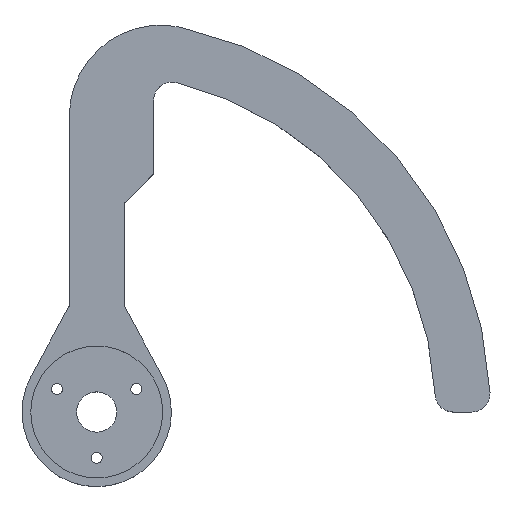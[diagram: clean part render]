
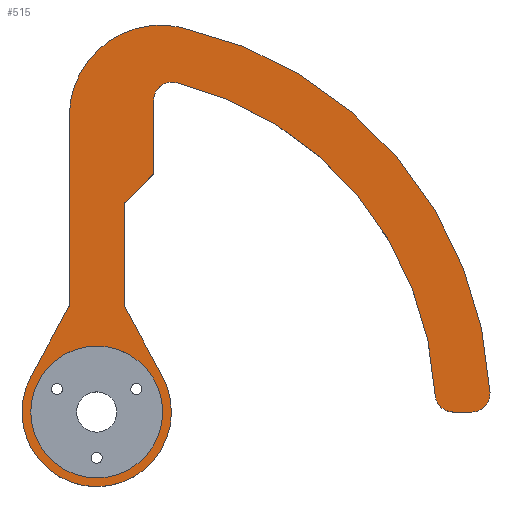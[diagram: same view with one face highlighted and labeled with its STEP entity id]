
A CAD part, top view. The second image highlights one B-rep face of the part: STEP entity #515.
In plain terms, the highlighted planar face has unit normal (0, 0, 1).
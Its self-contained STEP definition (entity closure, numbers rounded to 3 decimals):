
#23=FACE_BOUND('',#94,.T.);
#33=PLANE('',#591);
#59=FACE_OUTER_BOUND('',#93,.T.);
#93=EDGE_LOOP('',(#455,#456,#457,#458,#459,#460,#461,#462,#463,#464,#465,
#466,#467,#468,#469,#470,#471,#472));
#94=EDGE_LOOP('',(#473));
#104=LINE('',#809,#141);
#113=LINE('',#849,#150);
#117=LINE('',#859,#154);
#120=LINE('',#867,#157);
#123=LINE('',#875,#160);
#127=LINE('',#885,#164);
#130=LINE('',#898,#167);
#141=VECTOR('',#651,10.);
#150=VECTOR('',#688,10.);
#154=VECTOR('',#698,10.);
#157=VECTOR('',#707,10.);
#160=VECTOR('',#716,10.);
#164=VECTOR('',#726,10.);
#167=VECTOR('',#743,10.);
#178=CIRCLE('',#543,18.);
#183=CIRCLE('',#551,25.);
#195=CIRCLE('',#566,1.);
#196=CIRCLE('',#569,1.);
#197=CIRCLE('',#572,1.);
#198=CIRCLE('',#575,1.);
#199=CIRCLE('',#578,5.);
#200=CIRCLE('',#581,5.);
#201=CIRCLE('',#583,5.);
#202=CIRCLE('',#585,92.5);
#203=CIRCLE('',#588,20.4);
#204=CIRCLE('',#590,107.5);
#214=VERTEX_POINT('',#781);
#219=VERTEX_POINT('',#796);
#220=VERTEX_POINT('',#797);
#224=VERTEX_POINT('',#807);
#240=VERTEX_POINT('',#843);
#241=VERTEX_POINT('',#847);
#242=VERTEX_POINT('',#851);
#243=VERTEX_POINT('',#853);
#244=VERTEX_POINT('',#857);
#245=VERTEX_POINT('',#861);
#246=VERTEX_POINT('',#865);
#247=VERTEX_POINT('',#869);
#248=VERTEX_POINT('',#873);
#249=VERTEX_POINT('',#877);
#250=VERTEX_POINT('',#878);
#251=VERTEX_POINT('',#883);
#252=VERTEX_POINT('',#887);
#253=VERTEX_POINT('',#891);
#254=VERTEX_POINT('',#897);
#267=EDGE_CURVE('',#214,#214,#178,.T.);
#274=EDGE_CURVE('',#219,#220,#183,.T.);
#280=EDGE_CURVE('',#219,#224,#104,.T.);
#298=EDGE_CURVE('',#240,#224,#195,.T.);
#300=EDGE_CURVE('',#240,#241,#113,.T.);
#302=EDGE_CURVE('',#242,#243,#196,.T.);
#305=EDGE_CURVE('',#242,#244,#117,.T.);
#307=EDGE_CURVE('',#245,#244,#197,.T.);
#309=EDGE_CURVE('',#245,#246,#120,.T.);
#310=EDGE_CURVE('',#247,#246,#198,.T.);
#313=EDGE_CURVE('',#247,#248,#123,.T.);
#314=EDGE_CURVE('',#249,#250,#199,.T.);
#318=EDGE_CURVE('',#249,#251,#127,.T.);
#319=EDGE_CURVE('',#252,#251,#200,.T.);
#322=EDGE_CURVE('',#253,#248,#201,.T.);
#323=EDGE_CURVE('',#253,#250,#202,.T.);
#324=EDGE_CURVE('',#254,#243,#130,.T.);
#326=EDGE_CURVE('',#241,#254,#203,.T.);
#327=EDGE_CURVE('',#252,#220,#204,.T.);
#455=ORIENTED_EDGE('',*,*,#274,.F.);
#456=ORIENTED_EDGE('',*,*,#280,.T.);
#457=ORIENTED_EDGE('',*,*,#298,.F.);
#458=ORIENTED_EDGE('',*,*,#300,.T.);
#459=ORIENTED_EDGE('',*,*,#326,.T.);
#460=ORIENTED_EDGE('',*,*,#324,.T.);
#461=ORIENTED_EDGE('',*,*,#302,.F.);
#462=ORIENTED_EDGE('',*,*,#305,.T.);
#463=ORIENTED_EDGE('',*,*,#307,.F.);
#464=ORIENTED_EDGE('',*,*,#309,.T.);
#465=ORIENTED_EDGE('',*,*,#310,.F.);
#466=ORIENTED_EDGE('',*,*,#313,.T.);
#467=ORIENTED_EDGE('',*,*,#322,.F.);
#468=ORIENTED_EDGE('',*,*,#323,.T.);
#469=ORIENTED_EDGE('',*,*,#314,.F.);
#470=ORIENTED_EDGE('',*,*,#318,.T.);
#471=ORIENTED_EDGE('',*,*,#319,.F.);
#472=ORIENTED_EDGE('',*,*,#327,.T.);
#473=ORIENTED_EDGE('',*,*,#267,.T.);
#515=ADVANCED_FACE('',(#59,#23),#33,.T.);
#543=AXIS2_PLACEMENT_3D('',#782,#623,#624);
#551=AXIS2_PLACEMENT_3D('',#798,#641,#642);
#566=AXIS2_PLACEMENT_3D('',#845,#683,#684);
#569=AXIS2_PLACEMENT_3D('',#854,#692,#693);
#572=AXIS2_PLACEMENT_3D('',#863,#702,#703);
#575=AXIS2_PLACEMENT_3D('',#870,#710,#711);
#578=AXIS2_PLACEMENT_3D('',#879,#719,#720);
#581=AXIS2_PLACEMENT_3D('',#888,#729,#730);
#583=AXIS2_PLACEMENT_3D('',#893,#735,#736);
#585=AXIS2_PLACEMENT_3D('',#895,#739,#740);
#588=AXIS2_PLACEMENT_3D('',#901,#747,#748);
#590=AXIS2_PLACEMENT_3D('',#903,#751,#752);
#591=AXIS2_PLACEMENT_3D('',#904,#753,#754);
#623=DIRECTION('center_axis',(0.,0.,-1.));
#624=DIRECTION('ref_axis',(-1.,0.,0.));
#641=DIRECTION('center_axis',(0.,0.,-1.));
#642=DIRECTION('ref_axis',(-0.628,0.778,0.));
#651=DIRECTION('',(0.,-1.,0.));
#683=DIRECTION('center_axis',(0.,0.,1.));
#684=DIRECTION('ref_axis',(0.969,-0.246,0.));
#688=DIRECTION('',(-0.476,-0.879,0.));
#692=DIRECTION('center_axis',(0.,0.,1.));
#693=DIRECTION('ref_axis',(-0.969,-0.246,0.));
#698=DIRECTION('',(0.,1.,0.));
#702=DIRECTION('center_axis',(0.,0.,1.));
#703=DIRECTION('ref_axis',(-0.924,0.383,0.));
#707=DIRECTION('',(0.707,0.707,0.));
#710=DIRECTION('center_axis',(0.,0.,-1.));
#711=DIRECTION('ref_axis',(0.924,-0.383,0.));
#716=DIRECTION('',(0.,1.,0.));
#719=DIRECTION('center_axis',(0.,0.,-1.));
#720=DIRECTION('ref_axis',(-0.689,-0.725,0.));
#726=DIRECTION('',(1.,0.,0.));
#729=DIRECTION('center_axis',(0.,0.,-1.));
#730=DIRECTION('ref_axis',(0.724,-0.69,0.));
#735=DIRECTION('center_axis',(0.,0.,1.));
#736=DIRECTION('ref_axis',(-0.619,0.786,0.));
#739=DIRECTION('center_axis',(0.,0.,-1.));
#740=DIRECTION('ref_axis',(1.,0.,0.));
#743=DIRECTION('',(-0.476,0.879,0.));
#747=DIRECTION('center_axis',(0.,0.,1.));
#748=DIRECTION('ref_axis',(1.,0.,0.));
#751=DIRECTION('center_axis',(0.,0.,1.));
#752=DIRECTION('ref_axis',(1.,0.,0.));
#753=DIRECTION('center_axis',(0.,0.,1.));
#754=DIRECTION('ref_axis',(1.,0.,0.));
#781=CARTESIAN_POINT('',(18.,0.,10.));
#782=CARTESIAN_POINT('Origin',(0.,0.,10.));
#796=CARTESIAN_POINT('',(-7.5,80.623,10.));
#797=CARTESIAN_POINT('',(22.803,105.054,10.));
#798=CARTESIAN_POINT('Origin',(17.5,80.623,10.));
#807=CARTESIAN_POINT('',(-7.5,29.253,10.));
#809=CARTESIAN_POINT('',(-7.5,18.971,10.));
#843=CARTESIAN_POINT('',(-7.621,28.777,10.));
#845=CARTESIAN_POINT('Origin',(-8.5,29.253,10.));
#847=CARTESIAN_POINT('',(-17.941,9.711,10.));
#849=CARTESIAN_POINT('',(-7.5,29.,10.));
#851=CARTESIAN_POINT('',(7.5,29.253,10.));
#853=CARTESIAN_POINT('',(7.621,28.777,10.));
#854=CARTESIAN_POINT('Origin',(8.5,29.253,10.));
#857=CARTESIAN_POINT('',(7.5,56.586,10.));
#859=CARTESIAN_POINT('',(7.5,92.195,10.));
#861=CARTESIAN_POINT('',(7.793,57.293,10.));
#863=CARTESIAN_POINT('Origin',(8.5,56.586,10.));
#865=CARTESIAN_POINT('',(15.207,64.707,10.));
#867=CARTESIAN_POINT('',(7.5,57.,10.));
#869=CARTESIAN_POINT('',(15.5,65.414,10.));
#870=CARTESIAN_POINT('Origin',(14.5,65.414,10.));
#873=CARTESIAN_POINT('',(15.5,85.065,10.));
#875=CARTESIAN_POINT('',(15.5,65.,10.));
#877=CARTESIAN_POINT('',(97.372,-0.01,10.));
#878=CARTESIAN_POINT('',(92.379,4.734,10.));
#879=CARTESIAN_POINT('Origin',(97.372,4.99,10.));
#883=CARTESIAN_POINT('',(102.378,-0.01,10.));
#885=CARTESIAN_POINT('',(107.5,-0.01,10.));
#887=CARTESIAN_POINT('',(107.373,5.233,10.));
#888=CARTESIAN_POINT('Origin',(102.378,4.99,10.));
#891=CARTESIAN_POINT('',(21.671,89.926,10.));
#893=CARTESIAN_POINT('Origin',(20.5,85.065,10.));
#895=CARTESIAN_POINT('Origin',(0.,0.,10.));
#897=CARTESIAN_POINT('',(17.941,9.711,10.));
#898=CARTESIAN_POINT('',(7.5,29.,10.));
#901=CARTESIAN_POINT('Origin',(0.,0.,10.));
#903=CARTESIAN_POINT('Origin',(0.,0.,10.));
#904=CARTESIAN_POINT('Origin',(43.55,43.55,10.));
